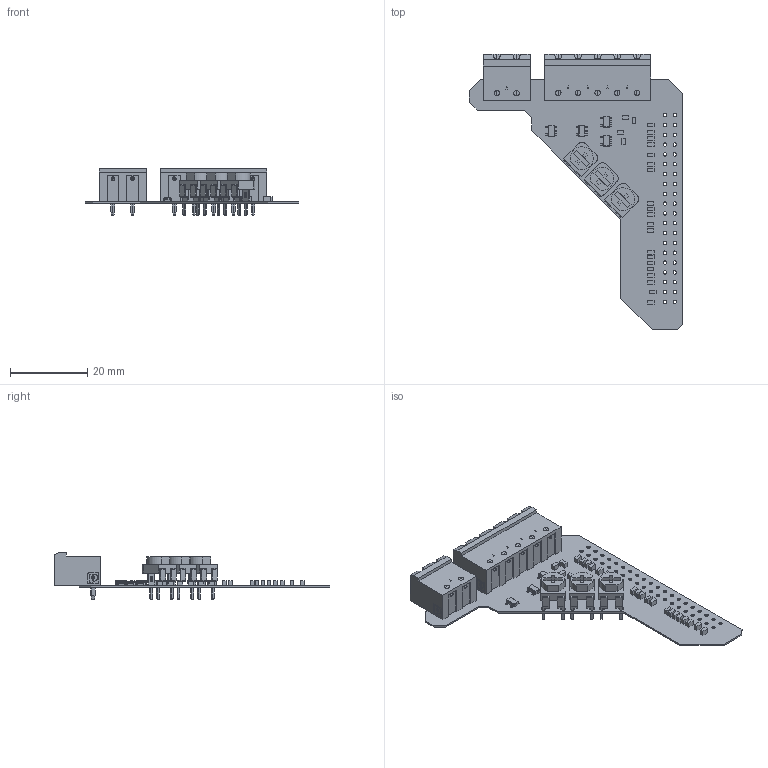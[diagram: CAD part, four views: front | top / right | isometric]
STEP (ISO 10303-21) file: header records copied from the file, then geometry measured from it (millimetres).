
FILE_DESCRIPTION(('Open CASCADE Model'),'2;1');
FILE_NAME('Open CASCADE Shape Model','2020-06-09T18:59:50',('Author'),( 'Open CASCADE'),'Open CASCADE STEP processor 6.8','Open CASCADE 6.8' ,'Unknown');
FILE_SCHEMA(('AUTOMOTIVE_DESIGN { 1 0 10303 214 1 1 1 1 }'));
Length unit declared in the file: millimetre
Products named in the file (48): PCB; Board; Open CASCADE STEP translator 6.8 1.1.1; T1; Pot_-_RES_VAR1; T2; T3; J2; pxc_1757242_06_MSTBA-2-5-2-G-5-08_3D; mstba_2.5-2-g-5.08; R8; 6370472832; Extruded; J3; pxc_1757271_06_MSTBA-2-5-5-G-5-08_3D; mstba_2.5-5-g-5.08; U4; DBV0005AaksMF05A; BODY_MF05A; LEAD_MF05F; U3; U2; U1; 2k2; 6370472592; R21; C2; C1; R17; R13; R16; R18; R15; R14; R11; R7; R10; R12; R9; R20 ...
Assembly tree (78 placements, depth 4):
  PCB
    Board
      Open CASCADE STEP translator 6.8 1.1.1
    T1
      Pot_-_RES_VAR1
    T2
      Pot_-_RES_VAR1
    T3
      Pot_-_RES_VAR1
    J2
      pxc_1757242_06_MSTBA-2-5-2-G-5-08_3D
        mstba_2.5-2-g-5.08
    R8
      6370472832
        Extruded
    J3
      pxc_1757271_06_MSTBA-2-5-5-G-5-08_3D
        mstba_2.5-5-g-5.08
    U4
      DBV0005AaksMF05A
        BODY_MF05A
        LEAD_MF05F  x5
    U3
      DBV0005AaksMF05A
        BODY_MF05A
        LEAD_MF05F  x5
    U2
      DBV0005AaksMF05A
        BODY_MF05A
        LEAD_MF05F  x5
    U1
      DBV0005AaksMF05A
        BODY_MF05A
        LEAD_MF05F  x5
    2k2
      6370472592
        Extruded
    R21
      6370472592
        Extruded
    C2
      6370472832
        Extruded
    C1
      6370472832
        Extruded
    R17
      6370472832
        Extruded
    R13
      6370472832
        Extruded
    R16
      6370472832
        Extruded
    R18
      6370472832
        Extruded
    R15
      6370472832
Bounding box: 55.12 x 71.25 x 12.1 mm (x, y, z)
Volume: 3271.2 mm3; surface area: 7901.3 mm2
Topology: 66 solids, 66 shells, 1601 faces, 3806 edges, 2398 vertices
Faces by surface type: plane 1142, cylinder 385, sphere 60, cone 14
Full cylindrical faces by diameter (mm): 0.9 x40, 1.25 x9, 1.552 x7
Entity records: 32319 total; most frequent: CARTESIAN_POINT 4692, DIRECTION 4626, ORIENTED_EDGE 4252, EDGE_CURVE 2126, AXIS2_PLACEMENT_3D 1554, LINE 1518, VECTOR 1518, VERTEX_POINT 1302
